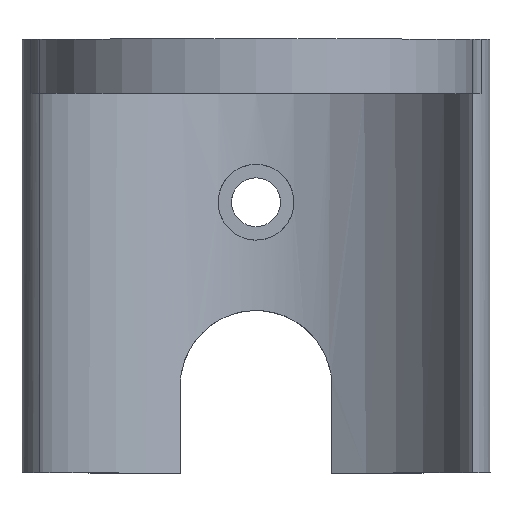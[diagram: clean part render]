
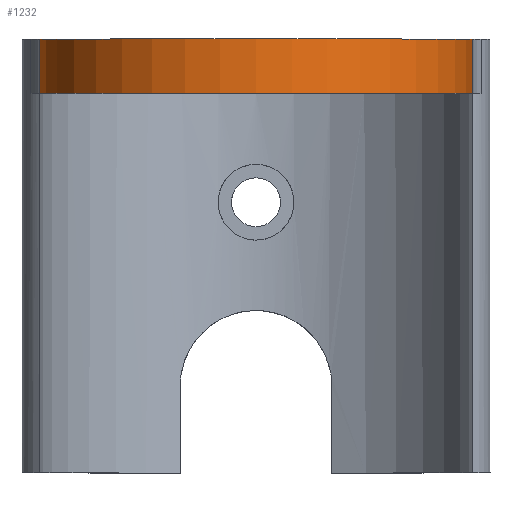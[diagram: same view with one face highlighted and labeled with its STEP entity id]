
A CAD part, top view. The second image highlights one B-rep face of the part: STEP entity #1232.
In plain terms, the highlighted cylindrical face has radius 20 mm (diameter 40 mm), a partial arc.
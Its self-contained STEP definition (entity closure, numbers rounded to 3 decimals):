
#90 = CYLINDRICAL_SURFACE ( 'NONE', #2238, 20. ) ;
#139 = DIRECTION ( 'NONE',  ( 0., 1., 0. ) ) ;
#273 = VERTEX_POINT ( 'NONE', #1223 ) ;
#303 = DIRECTION ( 'NONE',  ( 0., 0., 1. ) ) ;
#342 = CIRCLE ( 'NONE', #2287, 20. ) ;
#367 = CARTESIAN_POINT ( 'NONE',  ( 19.944, 0., 1.493 ) ) ;
#436 = CARTESIAN_POINT ( 'NONE',  ( -19.944, 5., 1.493 ) ) ;
#488 = CARTESIAN_POINT ( 'NONE',  ( 0., 0., 0. ) ) ;
#505 = LINE ( 'NONE', #1070, #656 ) ;
#522 = VERTEX_POINT ( 'NONE', #436 ) ;
#624 = EDGE_CURVE ( 'NONE', #2039, #273, #505, .T. ) ;
#633 = EDGE_CURVE ( 'NONE', #522, #273, #1265, .T. ) ;
#656 = VECTOR ( 'NONE', #1230, 1000. ) ;
#725 = EDGE_CURVE ( 'NONE', #767, #2039, #342, .T. ) ;
#767 = VERTEX_POINT ( 'NONE', #1114 ) ;
#820 = EDGE_CURVE ( 'NONE', #522, #767, #1127, .T. ) ;
#850 = ORIENTED_EDGE ( 'NONE', *, *, #624, .T. ) ;
#868 = DIRECTION ( 'NONE',  ( 0., 0., 1. ) ) ;
#950 = ORIENTED_EDGE ( 'NONE', *, *, #820, .T. ) ;
#1024 = CARTESIAN_POINT ( 'NONE',  ( 0., 5., 0. ) ) ;
#1070 = CARTESIAN_POINT ( 'NONE',  ( 19.944, 5., 1.493 ) ) ;
#1114 = CARTESIAN_POINT ( 'NONE',  ( -19.944, 0., 1.493 ) ) ;
#1127 = LINE ( 'NONE', #1305, #1680 ) ;
#1223 = CARTESIAN_POINT ( 'NONE',  ( 19.944, 5., 1.493 ) ) ;
#1230 = DIRECTION ( 'NONE',  ( 0., 1., 0. ) ) ;
#1232 = ADVANCED_FACE ( 'NONE', ( #1941 ), #90, .T. ) ;
#1265 = CIRCLE ( 'NONE', #1987, 20. ) ;
#1305 = CARTESIAN_POINT ( 'NONE',  ( -19.944, 5., 1.493 ) ) ;
#1345 = DIRECTION ( 'NONE',  ( 0., 0., -1. ) ) ;
#1641 = ORIENTED_EDGE ( 'NONE', *, *, #725, .T. ) ;
#1680 = VECTOR ( 'NONE', #1848, 1000. ) ;
#1749 = DIRECTION ( 'NONE',  ( 0., -1., 0. ) ) ;
#1775 = CARTESIAN_POINT ( 'NONE',  ( 0., 5., 0. ) ) ;
#1848 = DIRECTION ( 'NONE',  ( 0., -1., 0. ) ) ;
#1935 = DIRECTION ( 'NONE',  ( 0., 1., 0. ) ) ;
#1941 = FACE_OUTER_BOUND ( 'NONE', #2333, .T. ) ;
#1987 = AXIS2_PLACEMENT_3D ( 'NONE', #1775, #139, #868 ) ;
#2039 = VERTEX_POINT ( 'NONE', #367 ) ;
#2109 = ORIENTED_EDGE ( 'NONE', *, *, #633, .F. ) ;
#2238 = AXIS2_PLACEMENT_3D ( 'NONE', #1024, #1749, #1345 ) ;
#2287 = AXIS2_PLACEMENT_3D ( 'NONE', #488, #1935, #303 ) ;
#2333 = EDGE_LOOP ( 'NONE', ( #2109, #950, #1641, #850 ) ) ;
